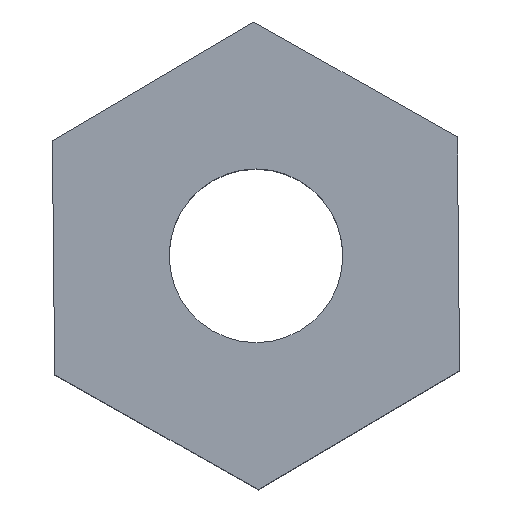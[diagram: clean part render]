
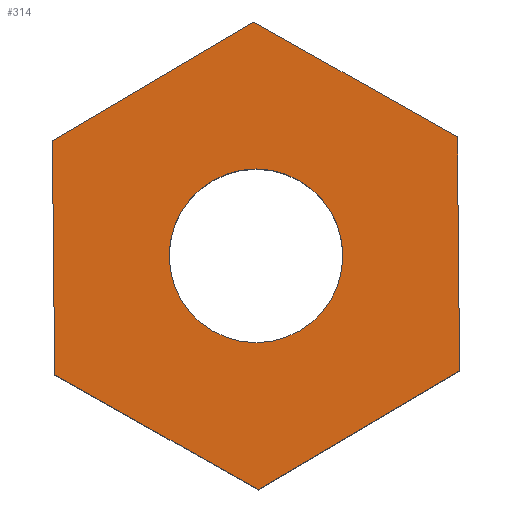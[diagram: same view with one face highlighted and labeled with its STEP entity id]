
A CAD part, top view. The second image highlights one B-rep face of the part: STEP entity #314.
In plain terms, the highlighted planar face has unit normal (0, 0, 1).
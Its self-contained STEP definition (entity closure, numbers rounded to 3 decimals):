
#4 = CARTESIAN_POINT ( 'NONE',  ( 0., 0., 4. ) ) ;
#5 = VECTOR ( 'NONE', #42, 1000. ) ;
#16 = CARTESIAN_POINT ( 'NONE',  ( 1.501, 0., 4. ) ) ;
#23 = CARTESIAN_POINT ( 'NONE',  ( 3.48, 2.055, 4. ) ) ;
#30 = DIRECTION ( 'NONE',  ( 1., 0., 0. ) ) ;
#33 = EDGE_LOOP ( 'NONE', ( #270, #57 ) ) ;
#35 = DIRECTION ( 'NONE',  ( 0., 0., 1. ) ) ;
#42 = DIRECTION ( 'NONE',  ( -0.871, 0.492, 0. ) ) ;
#57 = ORIENTED_EDGE ( 'NONE', *, *, #189, .F. ) ;
#61 = CARTESIAN_POINT ( 'NONE',  ( -3.519, 1.987, 4. ) ) ;
#63 = ORIENTED_EDGE ( 'NONE', *, *, #67, .T. ) ;
#67 = EDGE_CURVE ( 'NONE', #184, #304, #224, .T. ) ;
#69 = AXIS2_PLACEMENT_3D ( 'NONE', #4, #35, #116 ) ;
#70 = CIRCLE ( 'NONE', #69, 1.501 ) ;
#77 = VECTOR ( 'NONE', #131, 1000. ) ;
#81 = VERTEX_POINT ( 'NONE', #23 ) ;
#85 = EDGE_CURVE ( 'NONE', #322, #162, #204, .T. ) ;
#92 = LINE ( 'NONE', #169, #254 ) ;
#97 = DIRECTION ( 'NONE',  ( 1., 0., 0. ) ) ;
#99 = ORIENTED_EDGE ( 'NONE', *, *, #339, .T. ) ;
#102 = VECTOR ( 'NONE', #328, 1000. ) ;
#110 = CARTESIAN_POINT ( 'NONE',  ( 0., 0., 4. ) ) ;
#116 = DIRECTION ( 'NONE',  ( 1., 0., 0. ) ) ;
#117 = VECTOR ( 'NONE', #331, 1000. ) ;
#120 = PLANE ( 'NONE',  #190 ) ;
#131 = DIRECTION ( 'NONE',  ( -0.861, -0.508, 0. ) ) ;
#136 = VERTEX_POINT ( 'NONE', #262 ) ;
#139 = CARTESIAN_POINT ( 'NONE',  ( 0.039, -4.041, 4. ) ) ;
#140 = VECTOR ( 'NONE', #271, 1000. ) ;
#145 = ORIENTED_EDGE ( 'NONE', *, *, #342, .T. ) ;
#146 = DIRECTION ( 'NONE',  ( 0.871, -0.492, 0. ) ) ;
#162 = VERTEX_POINT ( 'NONE', #222 ) ;
#167 = LINE ( 'NONE', #172, #5 ) ;
#169 = CARTESIAN_POINT ( 'NONE',  ( -3.48, -2.055, 4. ) ) ;
#172 = CARTESIAN_POINT ( 'NONE',  ( 3.48, 2.055, 4. ) ) ;
#173 = FACE_OUTER_BOUND ( 'NONE', #317, .T. ) ;
#183 = LINE ( 'NONE', #280, #117 ) ;
#184 = VERTEX_POINT ( 'NONE', #218 ) ;
#189 = EDGE_CURVE ( 'NONE', #162, #322, #70, .T. ) ;
#190 = AXIS2_PLACEMENT_3D ( 'NONE', #223, #297, #97 ) ;
#201 = CARTESIAN_POINT ( 'NONE',  ( -3.519, 1.987, 4. ) ) ;
#204 = CIRCLE ( 'NONE', #209, 1.501 ) ;
#209 = AXIS2_PLACEMENT_3D ( 'NONE', #110, #313, #30 ) ;
#211 = EDGE_CURVE ( 'NONE', #304, #136, #329, .T. ) ;
#214 = VERTEX_POINT ( 'NONE', #139 ) ;
#218 = CARTESIAN_POINT ( 'NONE',  ( -0.039, 4.041, 4. ) ) ;
#222 = CARTESIAN_POINT ( 'NONE',  ( -1.501, 0., 4. ) ) ;
#223 = CARTESIAN_POINT ( 'NONE',  ( 0., 0., 4. ) ) ;
#224 = LINE ( 'NONE', #307, #77 ) ;
#248 = ORIENTED_EDGE ( 'NONE', *, *, #211, .T. ) ;
#250 = EDGE_CURVE ( 'NONE', #136, #214, #92, .T. ) ;
#251 = LINE ( 'NONE', #281, #102 ) ;
#253 = EDGE_CURVE ( 'NONE', #81, #184, #167, .T. ) ;
#254 = VECTOR ( 'NONE', #146, 1000. ) ;
#256 = CARTESIAN_POINT ( 'NONE',  ( 3.519, -1.987, 4. ) ) ;
#260 = FACE_BOUND ( 'NONE', #33, .T. ) ;
#262 = CARTESIAN_POINT ( 'NONE',  ( -3.48, -2.055, 4. ) ) ;
#270 = ORIENTED_EDGE ( 'NONE', *, *, #85, .F. ) ;
#271 = DIRECTION ( 'NONE',  ( 0.01, -1., 0. ) ) ;
#279 = ORIENTED_EDGE ( 'NONE', *, *, #253, .T. ) ;
#280 = CARTESIAN_POINT ( 'NONE',  ( 3.519, -1.987, 4. ) ) ;
#281 = CARTESIAN_POINT ( 'NONE',  ( 0.039, -4.041, 4. ) ) ;
#297 = DIRECTION ( 'NONE',  ( 0., 0., 1. ) ) ;
#304 = VERTEX_POINT ( 'NONE', #201 ) ;
#307 = CARTESIAN_POINT ( 'NONE',  ( -0.039, 4.041, 4. ) ) ;
#313 = DIRECTION ( 'NONE',  ( 0., 0., 1. ) ) ;
#314 = ADVANCED_FACE ( 'NONE', ( #260, #173 ), #120, .T. ) ;
#317 = EDGE_LOOP ( 'NONE', ( #145, #99, #279, #63, #248, #338 ) ) ;
#322 = VERTEX_POINT ( 'NONE', #16 ) ;
#328 = DIRECTION ( 'NONE',  ( 0.861, 0.508, 0. ) ) ;
#329 = LINE ( 'NONE', #61, #140 ) ;
#331 = DIRECTION ( 'NONE',  ( -0.01, 1., 0. ) ) ;
#332 = VERTEX_POINT ( 'NONE', #256 ) ;
#338 = ORIENTED_EDGE ( 'NONE', *, *, #250, .T. ) ;
#339 = EDGE_CURVE ( 'NONE', #332, #81, #183, .T. ) ;
#342 = EDGE_CURVE ( 'NONE', #214, #332, #251, .T. ) ;
